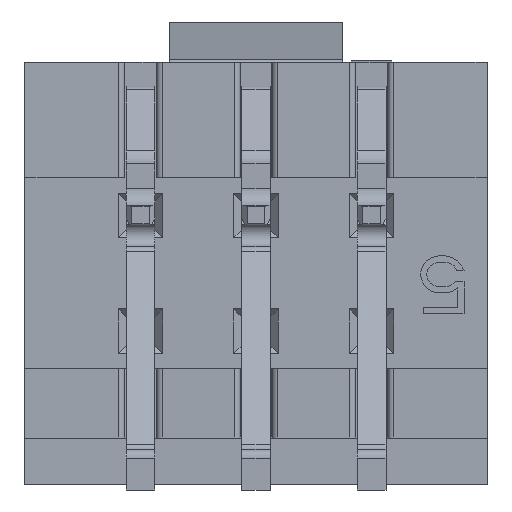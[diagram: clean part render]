
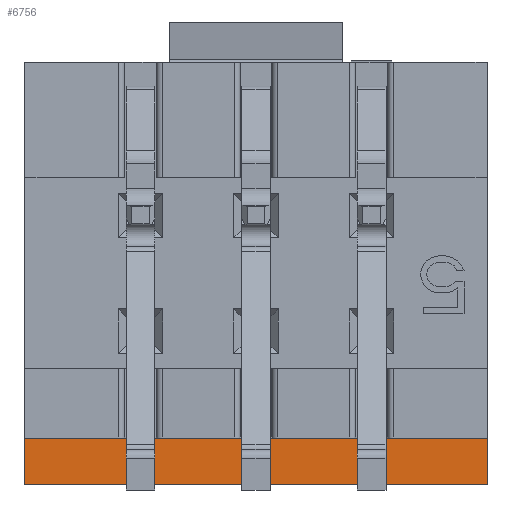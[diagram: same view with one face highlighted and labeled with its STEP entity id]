
A CAD part, front view. The second image highlights one B-rep face of the part: STEP entity #6756.
In plain terms, the highlighted planar face has unit normal (0, -1, 0).
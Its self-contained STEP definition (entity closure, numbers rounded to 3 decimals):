
#33 = PLANE('',#34);
#34 = AXIS2_PLACEMENT_3D('',#35,#36,#37);
#35 = CARTESIAN_POINT('',(4.,-0.15,-3.65));
#36 = DIRECTION('',(1.,0.,0.));
#37 = DIRECTION('',(0.,0.,1.));
#90 = VERTEX_POINT('',#91);
#91 = CARTESIAN_POINT('',(4.,-2.8,-7.3));
#105 = PLANE('',#106);
#106 = AXIS2_PLACEMENT_3D('',#107,#108,#109);
#107 = CARTESIAN_POINT('',(0.,0.55,-7.3));
#108 = DIRECTION('',(0.,0.,1.));
#109 = DIRECTION('',(0.,-1.,0.));
#117 = EDGE_CURVE('',#90,#118,#120,.T.);
#118 = VERTEX_POINT('',#119);
#119 = CARTESIAN_POINT('',(4.,-2.8,-6.5));
#120 = SURFACE_CURVE('',#121,(#125,#132),.PCURVE_S1.);
#121 = LINE('',#122,#123);
#122 = CARTESIAN_POINT('',(4.,-2.8,-7.3));
#123 = VECTOR('',#124,1.);
#124 = DIRECTION('',(0.,0.,1.));
#125 = PCURVE('',#33,#126);
#126 = DEFINITIONAL_REPRESENTATION('',(#127),#131);
#127 = LINE('',#128,#129);
#128 = CARTESIAN_POINT('',(-3.65,2.65));
#129 = VECTOR('',#130,1.);
#130 = DIRECTION('',(1.,0.));
#131 = ( GEOMETRIC_REPRESENTATION_CONTEXT(2) 
PARAMETRIC_REPRESENTATION_CONTEXT() REPRESENTATION_CONTEXT('2D SPACE',''
  ) );
#132 = PCURVE('',#133,#138);
#133 = PLANE('',#134);
#134 = AXIS2_PLACEMENT_3D('',#135,#136,#137);
#135 = CARTESIAN_POINT('',(0.,-2.8,-6.9));
#136 = DIRECTION('',(0.,1.,0.));
#137 = DIRECTION('',(0.,-0.,1.));
#138 = DEFINITIONAL_REPRESENTATION('',(#139),#143);
#139 = LINE('',#140,#141);
#140 = CARTESIAN_POINT('',(-0.4,4.));
#141 = VECTOR('',#142,1.);
#142 = DIRECTION('',(1.,0.));
#143 = ( GEOMETRIC_REPRESENTATION_CONTEXT(2) 
PARAMETRIC_REPRESENTATION_CONTEXT() REPRESENTATION_CONTEXT('2D SPACE',''
  ) );
#161 = PLANE('',#162);
#162 = AXIS2_PLACEMENT_3D('',#163,#164,#165);
#163 = CARTESIAN_POINT('',(0.,-3.5,-6.5));
#164 = DIRECTION('',(0.,0.,1.));
#165 = DIRECTION('',(0.,-1.,0.));
#1694 = PLANE('',#1695);
#1695 = AXIS2_PLACEMENT_3D('',#1696,#1697,#1698);
#1696 = CARTESIAN_POINT('',(-4.,-0.15,-3.65));
#1697 = DIRECTION('',(1.,0.,0.));
#1698 = DIRECTION('',(0.,0.,1.));
#5436 = VERTEX_POINT('',#5437);
#5437 = CARTESIAN_POINT('',(-4.,-2.8,-6.5));
#5458 = EDGE_CURVE('',#5436,#5459,#5461,.T.);
#5459 = VERTEX_POINT('',#5460);
#5460 = CARTESIAN_POINT('',(-4.,-2.8,-7.3));
#5461 = SURFACE_CURVE('',#5462,(#5466,#5473),.PCURVE_S1.);
#5462 = LINE('',#5463,#5464);
#5463 = CARTESIAN_POINT('',(-4.,-2.8,-6.5));
#5464 = VECTOR('',#5465,1.);
#5465 = DIRECTION('',(0.,0.,-1.));
#5466 = PCURVE('',#1694,#5467);
#5467 = DEFINITIONAL_REPRESENTATION('',(#5468),#5472);
#5468 = LINE('',#5469,#5470);
#5469 = CARTESIAN_POINT('',(-2.85,2.65));
#5470 = VECTOR('',#5471,1.);
#5471 = DIRECTION('',(-1.,0.));
#5472 = ( GEOMETRIC_REPRESENTATION_CONTEXT(2) 
PARAMETRIC_REPRESENTATION_CONTEXT() REPRESENTATION_CONTEXT('2D SPACE',''
  ) );
#5473 = PCURVE('',#133,#5474);
#5474 = DEFINITIONAL_REPRESENTATION('',(#5475),#5479);
#5475 = LINE('',#5476,#5477);
#5476 = CARTESIAN_POINT('',(0.4,-4.));
#5477 = VECTOR('',#5478,1.);
#5478 = DIRECTION('',(-1.,0.));
#5479 = ( GEOMETRIC_REPRESENTATION_CONTEXT(2) 
PARAMETRIC_REPRESENTATION_CONTEXT() REPRESENTATION_CONTEXT('2D SPACE',''
  ) );
#5844 = EDGE_CURVE('',#5459,#90,#5845,.T.);
#5845 = SURFACE_CURVE('',#5846,(#5850,#5857),.PCURVE_S1.);
#5846 = LINE('',#5847,#5848);
#5847 = CARTESIAN_POINT('',(-4.,-2.8,-7.3));
#5848 = VECTOR('',#5849,1.);
#5849 = DIRECTION('',(1.,0.,0.));
#5850 = PCURVE('',#105,#5851);
#5851 = DEFINITIONAL_REPRESENTATION('',(#5852),#5856);
#5852 = LINE('',#5853,#5854);
#5853 = CARTESIAN_POINT('',(3.35,-4.));
#5854 = VECTOR('',#5855,1.);
#5855 = DIRECTION('',(0.,1.));
#5856 = ( GEOMETRIC_REPRESENTATION_CONTEXT(2) 
PARAMETRIC_REPRESENTATION_CONTEXT() REPRESENTATION_CONTEXT('2D SPACE',''
  ) );
#5857 = PCURVE('',#133,#5858);
#5858 = DEFINITIONAL_REPRESENTATION('',(#5859),#5863);
#5859 = LINE('',#5860,#5861);
#5860 = CARTESIAN_POINT('',(-0.4,-4.));
#5861 = VECTOR('',#5862,1.);
#5862 = DIRECTION('',(0.,1.));
#5863 = ( GEOMETRIC_REPRESENTATION_CONTEXT(2) 
PARAMETRIC_REPRESENTATION_CONTEXT() REPRESENTATION_CONTEXT('2D SPACE',''
  ) );
#6756 = ADVANCED_FACE('',(#6757),#133,.F.);
#6757 = FACE_BOUND('',#6758,.F.);
#6758 = EDGE_LOOP('',(#6759,#6760,#6761,#6762));
#6759 = ORIENTED_EDGE('',*,*,#117,.F.);
#6760 = ORIENTED_EDGE('',*,*,#5844,.F.);
#6761 = ORIENTED_EDGE('',*,*,#5458,.F.);
#6762 = ORIENTED_EDGE('',*,*,#6763,.F.);
#6763 = EDGE_CURVE('',#118,#5436,#6764,.T.);
#6764 = SURFACE_CURVE('',#6765,(#6769,#6776),.PCURVE_S1.);
#6765 = LINE('',#6766,#6767);
#6766 = CARTESIAN_POINT('',(4.,-2.8,-6.5));
#6767 = VECTOR('',#6768,1.);
#6768 = DIRECTION('',(-1.,0.,0.));
#6769 = PCURVE('',#133,#6770);
#6770 = DEFINITIONAL_REPRESENTATION('',(#6771),#6775);
#6771 = LINE('',#6772,#6773);
#6772 = CARTESIAN_POINT('',(0.4,4.));
#6773 = VECTOR('',#6774,1.);
#6774 = DIRECTION('',(0.,-1.));
#6775 = ( GEOMETRIC_REPRESENTATION_CONTEXT(2) 
PARAMETRIC_REPRESENTATION_CONTEXT() REPRESENTATION_CONTEXT('2D SPACE',''
  ) );
#6776 = PCURVE('',#161,#6777);
#6777 = DEFINITIONAL_REPRESENTATION('',(#6778),#6782);
#6778 = LINE('',#6779,#6780);
#6779 = CARTESIAN_POINT('',(-0.7,4.));
#6780 = VECTOR('',#6781,1.);
#6781 = DIRECTION('',(0.,-1.));
#6782 = ( GEOMETRIC_REPRESENTATION_CONTEXT(2) 
PARAMETRIC_REPRESENTATION_CONTEXT() REPRESENTATION_CONTEXT('2D SPACE',''
  ) );
